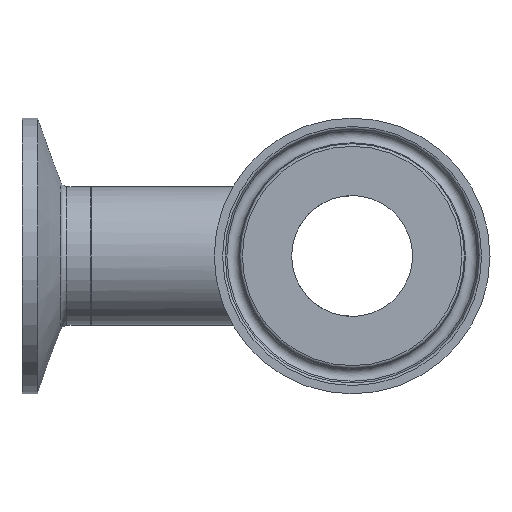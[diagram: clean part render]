
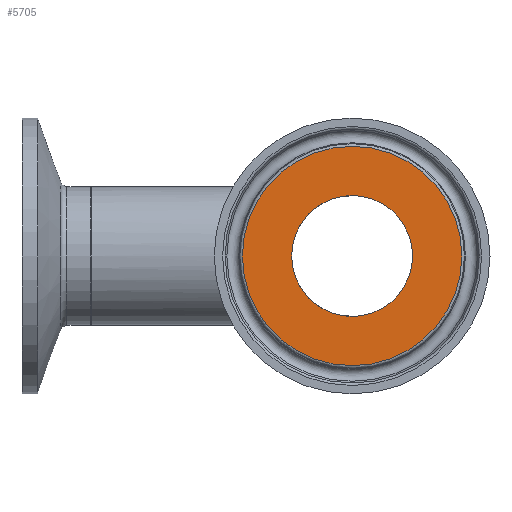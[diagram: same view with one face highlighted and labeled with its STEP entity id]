
A CAD part, left-side view. The second image highlights one B-rep face of the part: STEP entity #5705.
In plain terms, the highlighted planar face has unit normal (-1, 0, 0).
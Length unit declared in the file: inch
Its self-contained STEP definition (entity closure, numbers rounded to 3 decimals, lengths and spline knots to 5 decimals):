
#139=FACE_BOUND('',#1122,.T.);
#140=FACE_BOUND('',#1123,.T.);
#414=PLANE('',#6080);
#1122=EDGE_LOOP('',(#5230));
#1123=EDGE_LOOP('',(#5231));
#2283=CIRCLE('',#6069,0.435);
#2288=CIRCLE('',#6077,0.78916);
#2836=VERTEX_POINT('',#12193);
#2841=VERTEX_POINT('',#12206);
#3641=EDGE_CURVE('',#2836,#2836,#2283,.T.);
#3646=EDGE_CURVE('',#2841,#2841,#2288,.T.);
#5230=ORIENTED_EDGE('',*,*,#3641,.T.);
#5231=ORIENTED_EDGE('',*,*,#3646,.F.);
#5705=ADVANCED_FACE('',(#139,#140),#414,.T.);
#6069=AXIS2_PLACEMENT_3D('',#12194,#7167,#7168);
#6077=AXIS2_PLACEMENT_3D('',#12207,#7183,#7184);
#6080=AXIS2_PLACEMENT_3D('',#12211,#7189,#7190);
#7167=DIRECTION('center_axis',(1.,0.,0.));
#7168=DIRECTION('ref_axis',(0.,0.,-1.));
#7183=DIRECTION('center_axis',(1.,0.,0.));
#7184=DIRECTION('ref_axis',(0.,-1.,0.));
#7189=DIRECTION('center_axis',(-1.,0.,0.));
#7190=DIRECTION('ref_axis',(0.,0.,1.));
#12193=CARTESIAN_POINT('',(-2.375,0.435,0.));
#12194=CARTESIAN_POINT('Origin',(-2.375,0.,0.));
#12206=CARTESIAN_POINT('',(-2.375,0.78916,0.));
#12207=CARTESIAN_POINT('Origin',(-2.375,0.,0.));
#12211=CARTESIAN_POINT('Origin',(-2.375,0.80316,0.));
